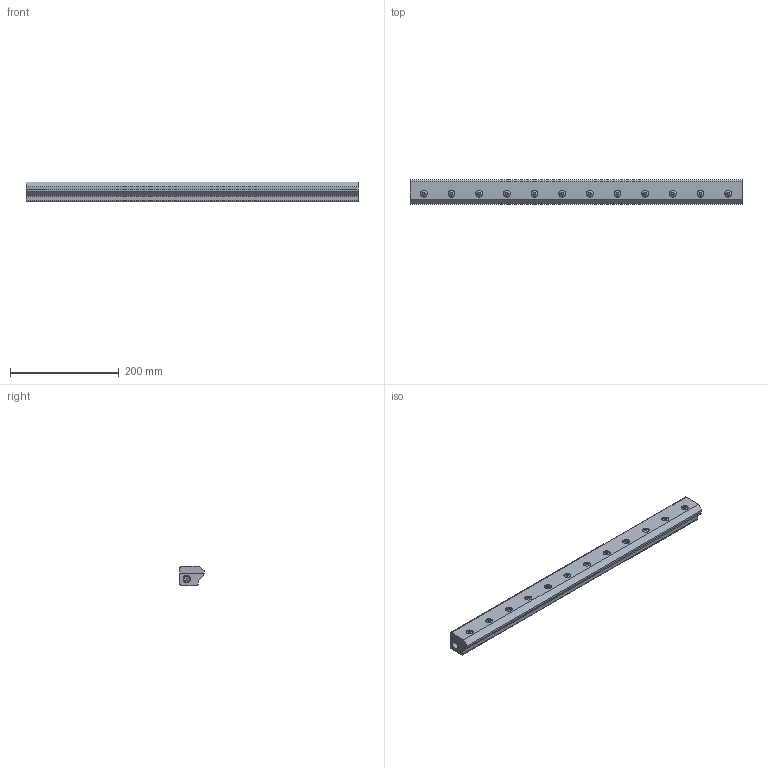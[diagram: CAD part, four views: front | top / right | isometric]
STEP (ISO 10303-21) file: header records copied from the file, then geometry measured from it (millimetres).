
FILE_DESCRIPTION((''),'2;1');
FILE_NAME('110024.stp','2007-10-31T08:36:43',('Dan Preston'),(''),'Autodesk Inventor 2008','Autodesk Inventor 2008','');
FILE_SCHEMA(('AUTOMOTIVE_DESIGN { 1 0 10303 214 1 1 1 1 }'));
Length unit declared in the file: inch
Products named in the file (15): 110024; 1100241; 1100242; 1100243; 1100244; 1100245; 1100246; 1100247; 1100248; 1100249; 11002410; 11002411; 11002412; 11002413; 11002414
Assembly tree (14 placements, depth 2):
  110024
    1100241
    1100242
    1100243
    1100244
    1100245
    1100246
    1100247
    1100248
    1100249
    11002410
    11002411
    11002412
    11002413
    11002414
Bounding box: 609.6 x 44.44 x 36.69 mm (x, y, z)
Volume: 836986.5 mm3; surface area: 162444.8 mm2
Topology: 14 solids, 14 shells, 250 faces, 545 edges, 363 vertices
Faces by surface type: plane 148, cylinder 64, bspline 24, cone 14
Full cylindrical faces by diameter (mm): 5.105 x12, 6.35 x12, 7.163 x12, 10.999 x1, 11.1 x12, 12.7 x12
Entity records: 7253 total; most frequent: CARTESIAN_POINT 1719, DIRECTION 1094, ORIENTED_EDGE 836, EDGE_LOOP 434, AXIS2_PLACEMENT_3D 421, EDGE_CURVE 418, VERTEX_POINT 332, VECTOR 252
